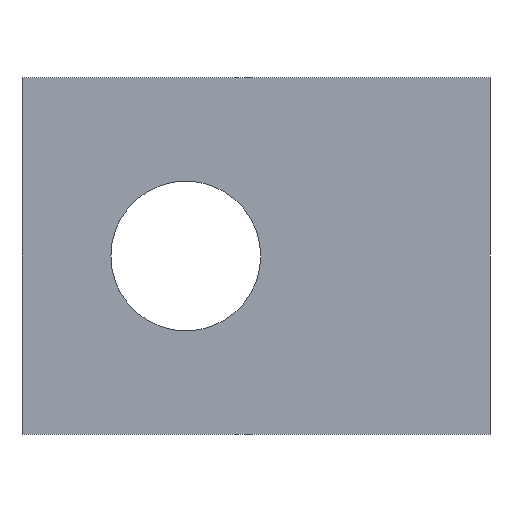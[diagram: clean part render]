
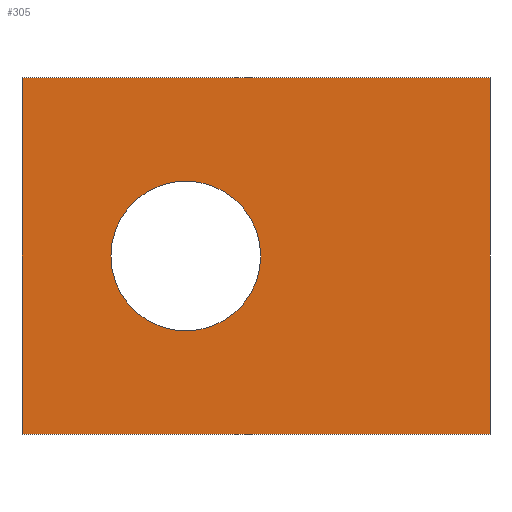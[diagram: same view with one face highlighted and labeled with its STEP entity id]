
A CAD part, left-side view. The second image highlights one B-rep face of the part: STEP entity #305.
In plain terms, the highlighted planar face has unit normal (-1, 0, 0).
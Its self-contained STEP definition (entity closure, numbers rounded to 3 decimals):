
#4 = CARTESIAN_POINT ( 'NONE',  ( 0., 100., 0. ) ) ;
#9 = VERTEX_POINT ( 'NONE', #45 ) ;
#22 = VERTEX_POINT ( 'NONE', #668 ) ;
#25 = VERTEX_POINT ( 'NONE', #670 ) ;
#44 = VERTEX_POINT ( 'NONE', #651 ) ;
#45 = CARTESIAN_POINT ( 'NONE',  ( 0., 100., 0. ) ) ;
#49 = VERTEX_POINT ( 'NONE', #649 ) ;
#50 = VERTEX_POINT ( 'NONE', #647 ) ;
#79 = VECTOR ( 'NONE', #352, 1000. ) ;
#87 = LINE ( 'NONE', #351, #79 ) ;
#99 = FACE_OUTER_BOUND ( 'NONE', #532, .T. ) ;
#126 = FACE_BOUND ( 'NONE', #620, .T. ) ;
#170 = EDGE_CURVE ( 'NONE', #25, #22, #740, .T. ) ;
#184 = EDGE_CURVE ( 'NONE', #22, #25, #733, .T. ) ;
#201 = EDGE_CURVE ( 'NONE', #44, #50, #726, .T. ) ;
#206 = EDGE_CURVE ( 'NONE', #9, #49, #686, .T. ) ;
#222 = AXIS2_PLACEMENT_3D ( 'NONE', #630, #636, #634 ) ;
#225 = EDGE_CURVE ( 'NONE', #50, #49, #688, .T. ) ;
#229 = EDGE_CURVE ( 'NONE', #44, #9, #87, .T. ) ;
#285 = AXIS2_PLACEMENT_3D ( 'NONE', #444, #447, #448 ) ;
#286 = AXIS2_PLACEMENT_3D ( 'NONE', #641, #637, #632 ) ;
#305 = ADVANCED_FACE ( 'NONE', ( #126, #99 ), #445, .F. ) ;
#349 = CARTESIAN_POINT ( 'NONE',  ( 0., 0., 0. ) ) ;
#350 = DIRECTION ( 'NONE',  ( 0., 0., 1. ) ) ;
#351 = CARTESIAN_POINT ( 'NONE',  ( 0., 100., 0. ) ) ;
#352 = DIRECTION ( 'NONE',  ( 0., 0., 1. ) ) ;
#444 = CARTESIAN_POINT ( 'NONE',  ( 0., 100., 0. ) ) ;
#445 = PLANE ( 'NONE',  #285 ) ;
#447 = DIRECTION ( 'NONE',  ( 1., 0., 0. ) ) ;
#448 = DIRECTION ( 'NONE',  ( 0., 0., -1. ) ) ;
#516 = ORIENTED_EDGE ( 'NONE', *, *, #170, .T. ) ;
#532 = EDGE_LOOP ( 'NONE', ( #545, #594, #605, #552 ) ) ;
#545 = ORIENTED_EDGE ( 'NONE', *, *, #225, .T. ) ;
#552 = ORIENTED_EDGE ( 'NONE', *, *, #201, .T. ) ;
#594 = ORIENTED_EDGE ( 'NONE', *, *, #206, .F. ) ;
#605 = ORIENTED_EDGE ( 'NONE', *, *, #229, .F. ) ;
#606 = ORIENTED_EDGE ( 'NONE', *, *, #184, .T. ) ;
#620 = EDGE_LOOP ( 'NONE', ( #516, #606 ) ) ;
#621 = DIRECTION ( 'NONE',  ( 0., -1., 0. ) ) ;
#630 = CARTESIAN_POINT ( 'NONE',  ( 0., 65., -38.1 ) ) ;
#632 = DIRECTION ( 'NONE',  ( 0., 0., -1. ) ) ;
#634 = DIRECTION ( 'NONE',  ( 0., 0., -1. ) ) ;
#636 = DIRECTION ( 'NONE',  ( 1., 0., 0. ) ) ;
#637 = DIRECTION ( 'NONE',  ( 1., 0., 0. ) ) ;
#641 = CARTESIAN_POINT ( 'NONE',  ( 0., 65., -38.1 ) ) ;
#647 = CARTESIAN_POINT ( 'NONE',  ( 0., 0., -76.2 ) ) ;
#649 = CARTESIAN_POINT ( 'NONE',  ( 0., 0., 0. ) ) ;
#651 = CARTESIAN_POINT ( 'NONE',  ( 0., 100., -76.2 ) ) ;
#668 = CARTESIAN_POINT ( 'NONE',  ( 0., 65., -22.1 ) ) ;
#670 = CARTESIAN_POINT ( 'NONE',  ( 0., 65., -54.1 ) ) ;
#677 = CARTESIAN_POINT ( 'NONE',  ( 0., 100., -76.2 ) ) ;
#679 = DIRECTION ( 'NONE',  ( 0., -1., 0. ) ) ;
#686 = LINE ( 'NONE', #4, #722 ) ;
#688 = LINE ( 'NONE', #349, #710 ) ;
#693 = VECTOR ( 'NONE', #679, 1000. ) ;
#710 = VECTOR ( 'NONE', #350, 1000. ) ;
#722 = VECTOR ( 'NONE', #621, 1000. ) ;
#726 = LINE ( 'NONE', #677, #693 ) ;
#733 = CIRCLE ( 'NONE', #222, 16. ) ;
#740 = CIRCLE ( 'NONE', #286, 16. ) ;
